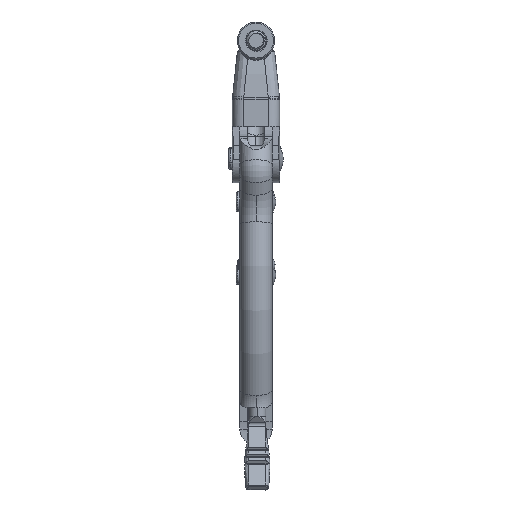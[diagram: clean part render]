
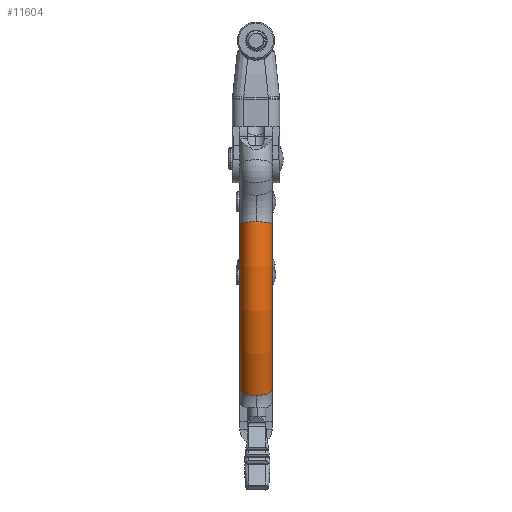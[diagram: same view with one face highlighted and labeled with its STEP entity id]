
A CAD part, front view. The second image highlights one B-rep face of the part: STEP entity #11604.
In plain terms, the highlighted toroidal (fillet/blend) face has major radius 123.5 mm and minor radius 6.5 mm.
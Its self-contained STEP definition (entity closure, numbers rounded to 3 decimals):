
#601 = DIRECTION ( 'NONE',  ( 0., -0.122, -0.992 ) ) ;
#1185 = ORIENTED_EDGE ( 'NONE', *, *, #40392, .F. ) ;
#2742 = CARTESIAN_POINT ( 'NONE',  ( 6.5, 4.949, 2.579 ) ) ;
#6740 = ORIENTED_EDGE ( 'NONE', *, *, #40955, .T. ) ;
#7684 = DIRECTION ( 'NONE',  ( 0., 0.992, -0.122 ) ) ;
#9002 = EDGE_CURVE ( 'NONE', #51310, #28696, #37617, .T. ) ;
#9051 = CARTESIAN_POINT ( 'NONE',  ( 13., 15.168, -63.806 ) ) ;
#10143 = CARTESIAN_POINT ( 'NONE',  ( 6.5, 127.521, -12.532 ) ) ;
#10724 = DIRECTION ( 'NONE',  ( 1., 0., 0. ) ) ;
#11604 = ADVANCED_FACE ( 'NONE', ( #13094 ), #50633, .T. ) ;
#13094 = FACE_OUTER_BOUND ( 'NONE', #52663, .T. ) ;
#13179 = VERTEX_POINT ( 'NONE', #20348 ) ;
#13687 = CIRCLE ( 'NONE', #27903, 123.5 ) ;
#14792 = CARTESIAN_POINT ( 'NONE',  ( 13., 127.521, -12.532 ) ) ;
#15482 = ORIENTED_EDGE ( 'NONE', *, *, #16099, .T. ) ;
#16099 = EDGE_CURVE ( 'NONE', #32320, #62631, #57250, .T. ) ;
#18862 = CARTESIAN_POINT ( 'NONE',  ( 6.5, 15.168, -63.806 ) ) ;
#19702 = DIRECTION ( 'NONE',  ( 0., 0., -1. ) ) ;
#19990 = DIRECTION ( 'NONE',  ( 0., 0.415, -0.91 ) ) ;
#20348 = CARTESIAN_POINT ( 'NONE',  ( 0., 15.168, -63.806 ) ) ;
#23816 = DIRECTION ( 'NONE',  ( 0., 0.91, 0.415 ) ) ;
#25832 = AXIS2_PLACEMENT_3D ( 'NONE', #49321, #19990, #54277 ) ;
#27903 = AXIS2_PLACEMENT_3D ( 'NONE', #40107, #10724, #44984 ) ;
#28362 = CIRCLE ( 'NONE', #33497, 6.5 ) ;
#28696 = VERTEX_POINT ( 'NONE', #48318 ) ;
#29215 = DIRECTION ( 'NONE',  ( 1., 0., 0. ) ) ;
#29959 = CARTESIAN_POINT ( 'NONE',  ( 6.5, 4.949, 2.579 ) ) ;
#30589 = CIRCLE ( 'NONE', #25832, 6.5 ) ;
#32112 = CARTESIAN_POINT ( 'NONE',  ( 6.5, 9.255, -66.505 ) ) ;
#32320 = VERTEX_POINT ( 'NONE', #9051 ) ;
#32414 = CARTESIAN_POINT ( 'NONE',  ( 13., 4.949, 2.579 ) ) ;
#33497 = AXIS2_PLACEMENT_3D ( 'NONE', #18862, #53127, #23816 ) ;
#34915 = DIRECTION ( 'NONE',  ( 0., 0.992, -0.122 ) ) ;
#37069 = DIRECTION ( 'NONE',  ( 0., -0.122, -0.992 ) ) ;
#37617 = CIRCLE ( 'NONE', #50748, 6.5 ) ;
#39528 = EDGE_CURVE ( 'NONE', #62631, #51310, #40651, .T. ) ;
#40065 = ORIENTED_EDGE ( 'NONE', *, *, #57000, .F. ) ;
#40107 = CARTESIAN_POINT ( 'NONE',  ( 0., 127.521, -12.532 ) ) ;
#40392 = EDGE_CURVE ( 'NONE', #60093, #13179, #30589, .T. ) ;
#40651 = CIRCLE ( 'NONE', #42675, 6.5 ) ;
#40955 = EDGE_CURVE ( 'NONE', #28696, #13179, #13687, .T. ) ;
#42675 = AXIS2_PLACEMENT_3D ( 'NONE', #2742, #37069, #7684 ) ;
#44426 = DIRECTION ( 'NONE',  ( 0., 0., -1. ) ) ;
#44984 = DIRECTION ( 'NONE',  ( 0., 0., -1. ) ) ;
#47063 = ORIENTED_EDGE ( 'NONE', *, *, #39528, .T. ) ;
#48318 = CARTESIAN_POINT ( 'NONE',  ( 0., 4.949, 2.579 ) ) ;
#49040 = DIRECTION ( 'NONE',  ( -1., 0., 0. ) ) ;
#49321 = CARTESIAN_POINT ( 'NONE',  ( 6.5, 15.168, -63.806 ) ) ;
#50633 = TOROIDAL_SURFACE ( 'NONE', #53621, 123.5, 6.5 ) ;
#50748 = AXIS2_PLACEMENT_3D ( 'NONE', #29959, #601, #34915 ) ;
#51310 = VERTEX_POINT ( 'NONE', #56928 ) ;
#52663 = EDGE_LOOP ( 'NONE', ( #15482, #47063, #58648, #6740, #1185, #40065 ) ) ;
#53127 = DIRECTION ( 'NONE',  ( 0., 0.415, -0.91 ) ) ;
#53621 = AXIS2_PLACEMENT_3D ( 'NONE', #10143, #29215, #44426 ) ;
#54277 = DIRECTION ( 'NONE',  ( 0., 0.91, 0.415 ) ) ;
#54558 = AXIS2_PLACEMENT_3D ( 'NONE', #14792, #49040, #19702 ) ;
#56928 = CARTESIAN_POINT ( 'NONE',  ( 6.5, -1.502, 3.375 ) ) ;
#57000 = EDGE_CURVE ( 'NONE', #32320, #60093, #28362, .T. ) ;
#57250 = CIRCLE ( 'NONE', #54558, 123.5 ) ;
#58648 = ORIENTED_EDGE ( 'NONE', *, *, #9002, .T. ) ;
#60093 = VERTEX_POINT ( 'NONE', #32112 ) ;
#62631 = VERTEX_POINT ( 'NONE', #32414 ) ;
